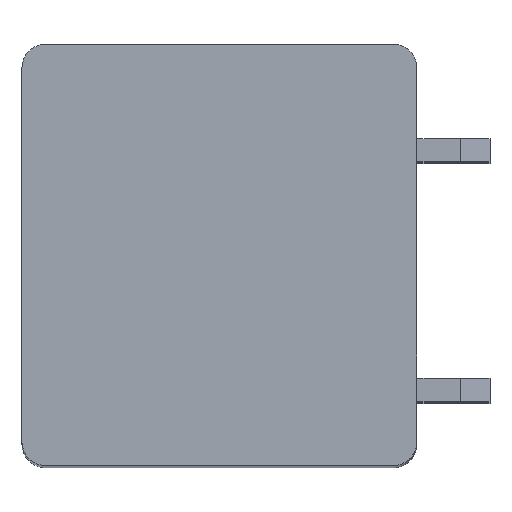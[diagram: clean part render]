
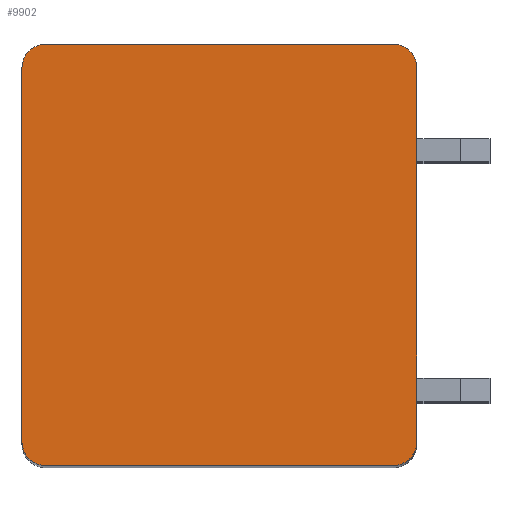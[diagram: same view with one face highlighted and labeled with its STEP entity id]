
A CAD part, top view. The second image highlights one B-rep face of the part: STEP entity #9902.
In plain terms, the highlighted planar face has unit normal (0, 0, 1).
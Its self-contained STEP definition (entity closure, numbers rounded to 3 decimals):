
#1089=CARTESIAN_POINT('',(-5.95,6.4,1.75));
#1090=DIRECTION('',(0.,0.,1.));
#1091=DIRECTION('',(0.,1.,0.));
#1092=AXIS2_PLACEMENT_3D('',#1089,#1090,#1091);
#1094=DIRECTION('',(-1.,0.,0.));
#1095=VECTOR('',#1094,11.9);
#1096=CARTESIAN_POINT('',(5.95,7.2,1.75));
#1097=LINE('',#1096,#1095);
#1098=CARTESIAN_POINT('',(5.95,6.4,1.75));
#1099=DIRECTION('',(0.,0.,1.));
#1100=DIRECTION('',(1.,0.,0.));
#1101=AXIS2_PLACEMENT_3D('',#1098,#1099,#1100);
#1103=DIRECTION('',(0.,1.,0.));
#1104=VECTOR('',#1103,12.8);
#1105=CARTESIAN_POINT('',(6.75,-6.4,1.75));
#1106=LINE('',#1105,#1104);
#1107=CARTESIAN_POINT('',(5.95,-6.4,1.75));
#1108=DIRECTION('',(0.,0.,1.));
#1109=DIRECTION('',(0.,-1.,0.));
#1110=AXIS2_PLACEMENT_3D('',#1107,#1108,#1109);
#1112=DIRECTION('',(1.,0.,0.));
#1113=VECTOR('',#1112,11.9);
#1114=CARTESIAN_POINT('',(-5.95,-7.2,1.75));
#1115=LINE('',#1114,#1113);
#1116=CARTESIAN_POINT('',(-5.95,-6.4,1.75));
#1117=DIRECTION('',(0.,0.,1.));
#1118=DIRECTION('',(-1.,0.,0.));
#1119=AXIS2_PLACEMENT_3D('',#1116,#1117,#1118);
#1121=DIRECTION('',(0.,-1.,0.));
#1122=VECTOR('',#1121,12.8);
#1123=CARTESIAN_POINT('',(-6.75,6.4,1.75));
#1124=LINE('',#1123,#1122);
#7427=CARTESIAN_POINT('',(-5.95,7.2,1.75));
#7428=VERTEX_POINT('',#7427);
#7429=CARTESIAN_POINT('',(-6.75,6.4,1.75));
#7430=VERTEX_POINT('',#7429);
#7435=CARTESIAN_POINT('',(6.75,6.4,1.75));
#7436=VERTEX_POINT('',#7435);
#7437=CARTESIAN_POINT('',(5.95,7.2,1.75));
#7438=VERTEX_POINT('',#7437);
#7443=CARTESIAN_POINT('',(-6.75,-6.4,1.75));
#7444=VERTEX_POINT('',#7443);
#7445=CARTESIAN_POINT('',(-5.95,-7.2,1.75));
#7446=VERTEX_POINT('',#7445);
#7451=CARTESIAN_POINT('',(5.95,-7.2,1.75));
#7452=VERTEX_POINT('',#7451);
#7453=CARTESIAN_POINT('',(6.75,-6.4,1.75));
#7454=VERTEX_POINT('',#7453);
#9887=CARTESIAN_POINT('',(0.,0.,1.75));
#9888=DIRECTION('',(0.,0.,1.));
#9889=DIRECTION('',(1.,0.,0.));
#9890=AXIS2_PLACEMENT_3D('',#9887,#9888,#9889);
#9891=PLANE('',#9890);
#9892=ORIENTED_EDGE('',*,*,#9207,.F.);
#9893=ORIENTED_EDGE('',*,*,#9223,.F.);
#9894=ORIENTED_EDGE('',*,*,#9572,.F.);
#9895=ORIENTED_EDGE('',*,*,#9587,.F.);
#9896=ORIENTED_EDGE('',*,*,#9840,.F.);
#9897=ORIENTED_EDGE('',*,*,#9853,.F.);
#9898=ORIENTED_EDGE('',*,*,#9868,.F.);
#9899=ORIENTED_EDGE('',*,*,#9880,.F.);
#9900=EDGE_LOOP('',(#9892,#9893,#9894,#9895,#9896,#9897,#9898,#9899));
#9901=FACE_OUTER_BOUND('',#9900,.F.);
#1093=CIRCLE('',#1092,0.8);
#1102=CIRCLE('',#1101,0.8);
#1111=CIRCLE('',#1110,0.8);
#1120=CIRCLE('',#1119,0.8);
#9207=EDGE_CURVE('',#7428,#7430,#1093,.T.);
#9223=EDGE_CURVE('',#7438,#7428,#1097,.T.);
#9572=EDGE_CURVE('',#7436,#7438,#1102,.T.);
#9587=EDGE_CURVE('',#7454,#7436,#1106,.T.);
#9840=EDGE_CURVE('',#7452,#7454,#1111,.T.);
#9853=EDGE_CURVE('',#7446,#7452,#1115,.T.);
#9868=EDGE_CURVE('',#7444,#7446,#1120,.T.);
#9880=EDGE_CURVE('',#7430,#7444,#1124,.T.);
#9902=ADVANCED_FACE('',(#9901),#9891,.T.);
